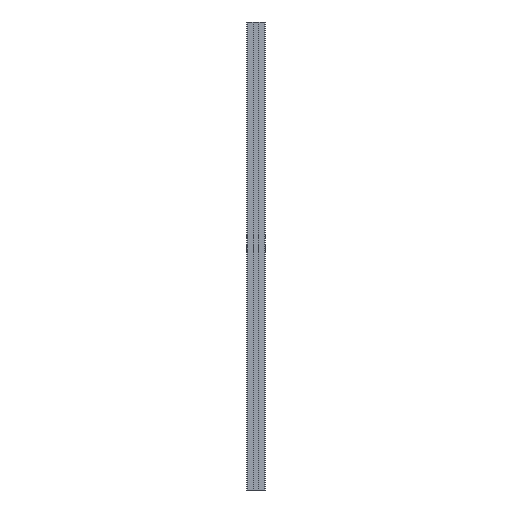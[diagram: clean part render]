
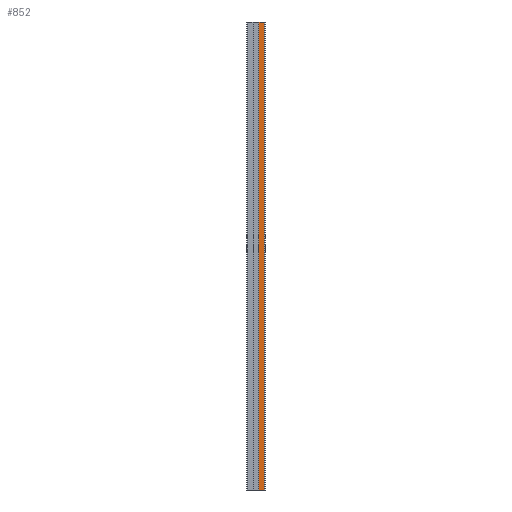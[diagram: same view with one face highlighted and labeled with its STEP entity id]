
A CAD part, front view. The second image highlights one B-rep face of the part: STEP entity #852.
In plain terms, the highlighted planar face has unit normal (0, -1, 0).
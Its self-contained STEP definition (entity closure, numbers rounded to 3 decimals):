
#5 = DIRECTION ( 'NONE',  ( -1., 0., 0. ) ) ;
#46 = LINE ( 'NONE', #851, #1761 ) ;
#140 = LINE ( 'NONE', #1558, #182 ) ;
#182 = VECTOR ( 'NONE', #2365, 1000. ) ;
#192 = PLANE ( 'NONE',  #255 ) ;
#255 = AXIS2_PLACEMENT_3D ( 'NONE', #1795, #960, #5 ) ;
#275 = VECTOR ( 'NONE', #937, 1000. ) ;
#341 = CARTESIAN_POINT ( 'NONE',  ( 19., 0., 0. ) ) ;
#381 = EDGE_LOOP ( 'NONE', ( #1829, #1281, #1390, #948 ) ) ;
#469 = EDGE_CURVE ( 'NONE', #2239, #1661, #2204, .T. ) ;
#539 = CARTESIAN_POINT ( 'NONE',  ( 13.2, 0., 0. ) ) ;
#630 = DIRECTION ( 'NONE',  ( 1., 0., 0. ) ) ;
#709 = EDGE_CURVE ( 'NONE', #750, #1278, #46, .T. ) ;
#750 = VERTEX_POINT ( 'NONE', #2393 ) ;
#751 = FACE_OUTER_BOUND ( 'NONE', #381, .T. ) ;
#839 = CARTESIAN_POINT ( 'NONE',  ( 0., 0., 0. ) ) ;
#851 = CARTESIAN_POINT ( 'NONE',  ( 0., 0., 500. ) ) ;
#852 = ADVANCED_FACE ( 'NONE', ( #751 ), #192, .F. ) ;
#937 = DIRECTION ( 'NONE',  ( 0., 0., 1. ) ) ;
#948 = ORIENTED_EDGE ( 'NONE', *, *, #1833, .T. ) ;
#960 = DIRECTION ( 'NONE',  ( 0., 1., 0. ) ) ;
#974 = CARTESIAN_POINT ( 'NONE',  ( 19., 0., 500. ) ) ;
#1278 = VERTEX_POINT ( 'NONE', #1608 ) ;
#1281 = ORIENTED_EDGE ( 'NONE', *, *, #1877, .T. ) ;
#1390 = ORIENTED_EDGE ( 'NONE', *, *, #709, .F. ) ;
#1448 = DIRECTION ( 'NONE',  ( 1., 0., 0. ) ) ;
#1543 = LINE ( 'NONE', #974, #275 ) ;
#1558 = CARTESIAN_POINT ( 'NONE',  ( 13.2, 0., 500. ) ) ;
#1608 = CARTESIAN_POINT ( 'NONE',  ( 19., 0., 500. ) ) ;
#1661 = VERTEX_POINT ( 'NONE', #341 ) ;
#1761 = VECTOR ( 'NONE', #1448, 1000. ) ;
#1794 = VECTOR ( 'NONE', #630, 1000. ) ;
#1795 = CARTESIAN_POINT ( 'NONE',  ( 0., 0., 500. ) ) ;
#1829 = ORIENTED_EDGE ( 'NONE', *, *, #469, .T. ) ;
#1833 = EDGE_CURVE ( 'NONE', #750, #2239, #140, .T. ) ;
#1877 = EDGE_CURVE ( 'NONE', #1661, #1278, #1543, .T. ) ;
#2204 = LINE ( 'NONE', #839, #1794 ) ;
#2239 = VERTEX_POINT ( 'NONE', #539 ) ;
#2365 = DIRECTION ( 'NONE',  ( 0., 0., -1. ) ) ;
#2393 = CARTESIAN_POINT ( 'NONE',  ( 13.2, 0., 500. ) ) ;
